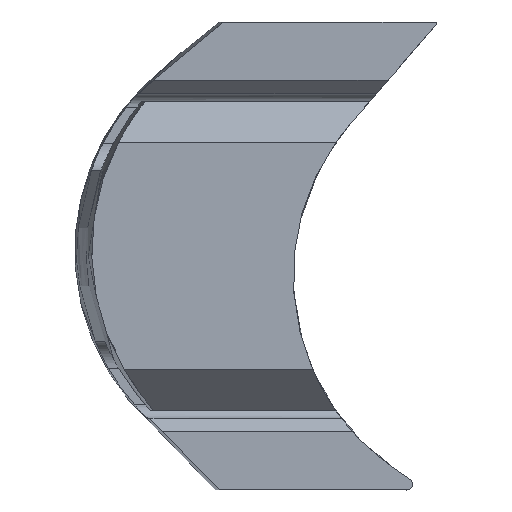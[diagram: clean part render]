
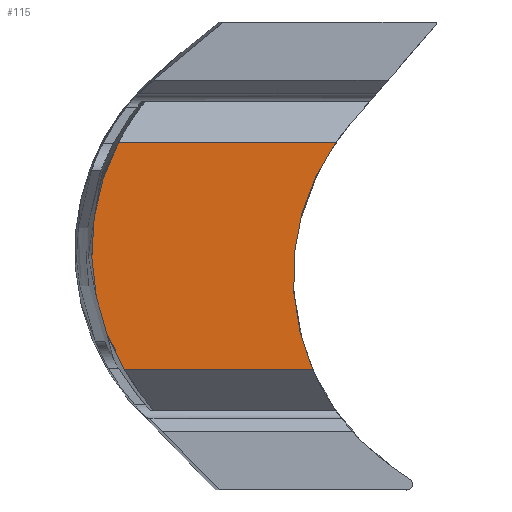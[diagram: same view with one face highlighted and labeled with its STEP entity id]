
A CAD part, front view. The second image highlights one B-rep face of the part: STEP entity #115.
In plain terms, the highlighted planar face has unit normal (0, -1, 0).
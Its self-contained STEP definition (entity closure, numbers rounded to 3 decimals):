
#62=B_SPLINE_CURVE_WITH_KNOTS('',3,(#1510,#1511,#1512,#1513,#1514,#1515),
 .UNSPECIFIED.,.F.,.F.,(4,2,4),(0.,0.5,1.),.UNSPECIFIED.);
#115=ADVANCED_FACE('',(#197),#162,.T.);
#162=PLANE('',#1017);
#197=FACE_OUTER_BOUND('',#251,.T.);
#251=EDGE_LOOP('',(#494,#495,#496,#497));
#311=LINE('',#1508,#379);
#312=LINE('',#1517,#380);
#379=VECTOR('',#1162,1.);
#380=VECTOR('',#1163,1.);
#494=ORIENTED_EDGE('',*,*,#856,.F.);
#495=ORIENTED_EDGE('',*,*,#857,.T.);
#496=ORIENTED_EDGE('',*,*,#858,.F.);
#497=ORIENTED_EDGE('',*,*,#859,.T.);
#753=VERTEX_POINT('',#1506);
#754=VERTEX_POINT('',#1507);
#755=VERTEX_POINT('',#1509);
#756=VERTEX_POINT('',#1516);
#856=EDGE_CURVE('',#753,#754,#967,.T.);
#857=EDGE_CURVE('',#753,#755,#311,.T.);
#858=EDGE_CURVE('',#756,#755,#62,.T.);
#859=EDGE_CURVE('',#756,#754,#312,.T.);
#967=CIRCLE('',#1016,8.6);
#1016=AXIS2_PLACEMENT_3D('',#1505,#1160,#1161);
#1017=AXIS2_PLACEMENT_3D('',#1518,#1164,#1165);
#1160=DIRECTION('',(0.,-1.,0.));
#1161=DIRECTION('',(0.,0.,-1.));
#1162=DIRECTION('',(-1.,0.,0.));
#1163=DIRECTION('',(1.,0.,0.));
#1164=DIRECTION('',(0.,-1.,0.));
#1165=DIRECTION('',(0.,0.,-1.));
#1505=CARTESIAN_POINT('',(8.404,-18.1,2.452));
#1506=CARTESIAN_POINT('',(1.377,-18.1,7.411));
#1507=CARTESIAN_POINT('',(0.522,-18.1,-0.989));
#1508=CARTESIAN_POINT('',(0.,-18.1,7.411));
#1509=CARTESIAN_POINT('',(-6.654,-18.1,7.411));
#1510=CARTESIAN_POINT('',(-6.448,-18.1,-0.989));
#1511=CARTESIAN_POINT('',(-7.19,-18.1,0.266));
#1512=CARTESIAN_POINT('',(-7.61,-18.1,1.723));
#1513=CARTESIAN_POINT('',(-7.68,-18.1,4.654));
#1514=CARTESIAN_POINT('',(-7.334,-18.1,6.121));
#1515=CARTESIAN_POINT('',(-6.654,-18.1,7.411));
#1516=CARTESIAN_POINT('',(-6.448,-18.1,-0.989));
#1517=CARTESIAN_POINT('',(0.,-18.1,-0.989));
#1518=CARTESIAN_POINT('',(0.,-18.1,0.));
